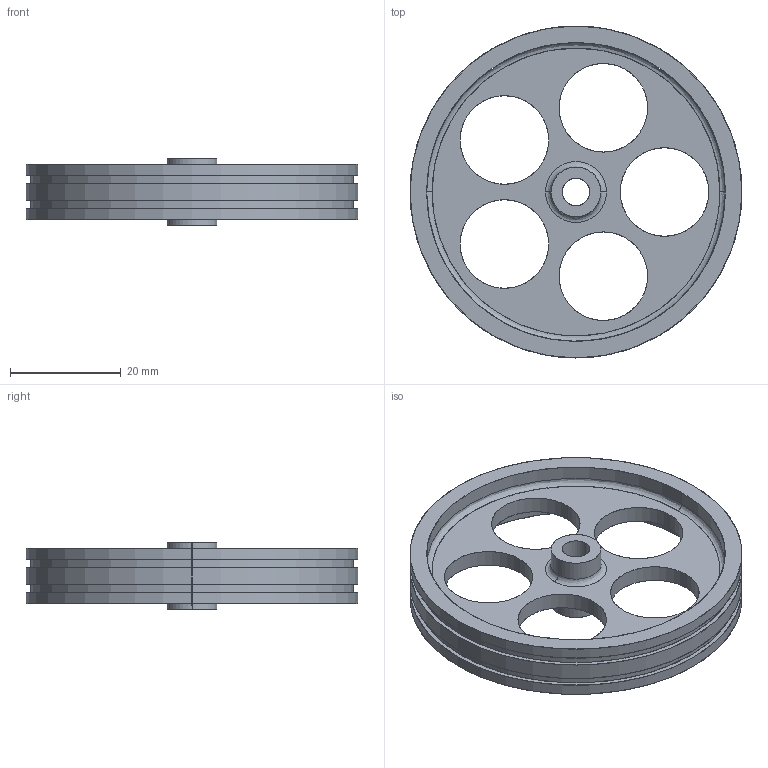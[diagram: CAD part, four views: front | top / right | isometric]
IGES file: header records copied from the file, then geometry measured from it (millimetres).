
Start section: SolidWorks IGES file using analytic representation for surfaces
Global section: file name: roda_frontal.IGS; native system: SolidWorks 2016; preprocessor: SolidWorks 2016; author: Reginaldo; date: 200313.162010; units: millimetre
Bounding box: 60 x 60 x 12 mm (x, y, z)
Surface area: 8284.5 mm2 (no closed solid volume)
Topology: 0 solids, 0 shells, 48 faces, 1666 edges, 1772 vertices
Faces by surface type: revolution 30, bspline 18
